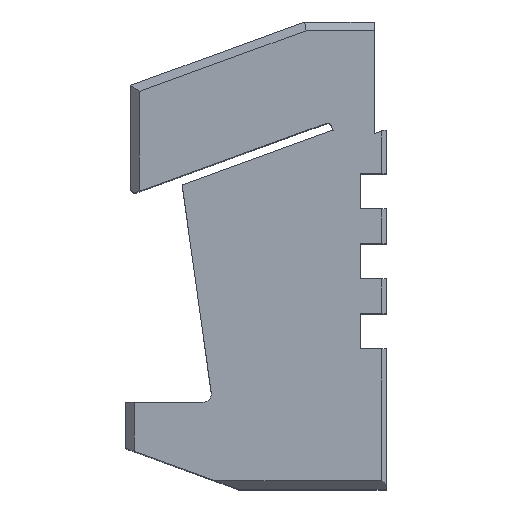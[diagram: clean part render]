
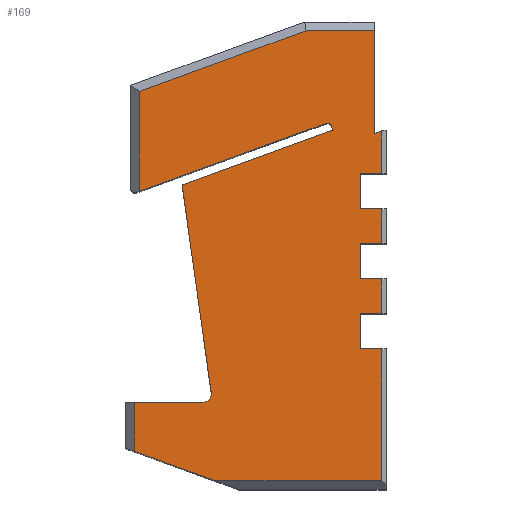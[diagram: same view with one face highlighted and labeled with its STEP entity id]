
A CAD part, top view. The second image highlights one B-rep face of the part: STEP entity #169.
In plain terms, the highlighted planar face has unit normal (0, 0, 1).
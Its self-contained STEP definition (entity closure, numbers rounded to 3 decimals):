
#46=CIRCLE('',#7583,0.5);
#47=CIRCLE('',#7584,1.);
#169=ADVANCED_FACE('',(#875),#525,.F.);
#525=PLANE('',#7585);
#875=FACE_OUTER_BOUND('',#1231,.T.);
#1231=EDGE_LOOP('',(#2533,#2534,#2535,#2536,#2537,#2538,#2539,#2540,#2541,
#2542,#2543,#2544,#2545,#2546,#2547,#2548,#2549,#2550,#2551,#2552,#2553,
#2554,#2555,#2556,#2557,#2558,#2559,#2560,#2561));
#2533=ORIENTED_EDGE('',*,*,#4383,.F.);
#2534=ORIENTED_EDGE('',*,*,#5162,.F.);
#2535=ORIENTED_EDGE('',*,*,#5163,.T.);
#2536=ORIENTED_EDGE('',*,*,#5164,.T.);
#2537=ORIENTED_EDGE('',*,*,#5165,.T.);
#2538=ORIENTED_EDGE('',*,*,#5166,.F.);
#2539=ORIENTED_EDGE('',*,*,#5167,.T.);
#2540=ORIENTED_EDGE('',*,*,#5168,.F.);
#2541=ORIENTED_EDGE('',*,*,#5147,.T.);
#2542=ORIENTED_EDGE('',*,*,#5142,.F.);
#2543=ORIENTED_EDGE('',*,*,#5138,.F.);
#2544=ORIENTED_EDGE('',*,*,#5169,.T.);
#2545=ORIENTED_EDGE('',*,*,#5134,.F.);
#2546=ORIENTED_EDGE('',*,*,#5170,.T.);
#2547=ORIENTED_EDGE('',*,*,#5156,.F.);
#2548=ORIENTED_EDGE('',*,*,#5171,.T.);
#2549=ORIENTED_EDGE('',*,*,#5172,.T.);
#2550=ORIENTED_EDGE('',*,*,#4612,.T.);
#2551=ORIENTED_EDGE('',*,*,#5173,.T.);
#2552=ORIENTED_EDGE('',*,*,#4608,.F.);
#2553=ORIENTED_EDGE('',*,*,#5174,.T.);
#2554=ORIENTED_EDGE('',*,*,#4542,.T.);
#2555=ORIENTED_EDGE('',*,*,#5175,.T.);
#2556=ORIENTED_EDGE('',*,*,#4538,.F.);
#2557=ORIENTED_EDGE('',*,*,#5176,.T.);
#2558=ORIENTED_EDGE('',*,*,#4472,.T.);
#2559=ORIENTED_EDGE('',*,*,#5177,.T.);
#2560=ORIENTED_EDGE('',*,*,#4468,.F.);
#2561=ORIENTED_EDGE('',*,*,#5178,.T.);
#3677=VERTEX_POINT('',#9789);
#3678=VERTEX_POINT('',#9791);
#3759=VERTEX_POINT('',#9958);
#3760=VERTEX_POINT('',#9960);
#3762=VERTEX_POINT('',#9966);
#3763=VERTEX_POINT('',#9968);
#3827=VERTEX_POINT('',#10098);
#3828=VERTEX_POINT('',#10100);
#3830=VERTEX_POINT('',#10106);
#3831=VERTEX_POINT('',#10108);
#3895=VERTEX_POINT('',#10238);
#3896=VERTEX_POINT('',#10240);
#3898=VERTEX_POINT('',#10246);
#3899=VERTEX_POINT('',#10248);
#4248=VERTEX_POINT('',#11217);
#4249=VERTEX_POINT('',#11219);
#4250=VERTEX_POINT('',#11224);
#4251=VERTEX_POINT('',#11226);
#4254=VERTEX_POINT('',#11234);
#4257=VERTEX_POINT('',#11243);
#4261=VERTEX_POINT('',#11258);
#4262=VERTEX_POINT('',#11260);
#4265=VERTEX_POINT('',#11271);
#4266=VERTEX_POINT('',#11273);
#4267=VERTEX_POINT('',#11275);
#4268=VERTEX_POINT('',#11277);
#4269=VERTEX_POINT('',#11279);
#4270=VERTEX_POINT('',#11281);
#4271=VERTEX_POINT('',#11286);
#4383=EDGE_CURVE('',#3677,#3678,#5445,.T.);
#4468=EDGE_CURVE('',#3759,#3760,#5530,.T.);
#4472=EDGE_CURVE('',#3763,#3762,#5534,.T.);
#4538=EDGE_CURVE('',#3827,#3828,#5600,.T.);
#4542=EDGE_CURVE('',#3831,#3830,#5604,.T.);
#4608=EDGE_CURVE('',#3895,#3896,#5670,.T.);
#4612=EDGE_CURVE('',#3899,#3898,#5674,.T.);
#5134=EDGE_CURVE('',#4248,#4249,#6194,.T.);
#5138=EDGE_CURVE('',#4250,#4251,#6198,.T.);
#5142=EDGE_CURVE('',#4251,#4254,#6202,.T.);
#5147=EDGE_CURVE('',#4257,#4254,#6207,.T.);
#5156=EDGE_CURVE('',#4261,#4262,#6215,.T.);
#5162=EDGE_CURVE('',#4265,#3677,#6221,.T.);
#5163=EDGE_CURVE('',#4265,#4266,#6222,.T.);
#5164=EDGE_CURVE('',#4266,#4267,#6223,.T.);
#5165=EDGE_CURVE('',#4267,#4268,#6224,.T.);
#5166=EDGE_CURVE('',#4269,#4268,#6225,.T.);
#5167=EDGE_CURVE('',#4269,#4270,#46,.T.);
#5168=EDGE_CURVE('',#4257,#4270,#6226,.T.);
#5169=EDGE_CURVE('',#4250,#4249,#47,.T.);
#5170=EDGE_CURVE('',#4248,#4262,#6227,.T.);
#5171=EDGE_CURVE('',#4261,#4271,#6228,.T.);
#5172=EDGE_CURVE('',#4271,#3899,#6229,.T.);
#5173=EDGE_CURVE('',#3898,#3896,#6230,.T.);
#5174=EDGE_CURVE('',#3895,#3831,#6231,.T.);
#5175=EDGE_CURVE('',#3830,#3828,#6232,.T.);
#5176=EDGE_CURVE('',#3827,#3763,#6233,.T.);
#5177=EDGE_CURVE('',#3762,#3760,#6234,.T.);
#5178=EDGE_CURVE('',#3759,#3678,#6235,.T.);
#5445=LINE('',#9790,#6495);
#5530=LINE('',#9959,#6580);
#5534=LINE('',#9967,#6584);
#5600=LINE('',#10099,#6650);
#5604=LINE('',#10107,#6654);
#5670=LINE('',#10239,#6720);
#5674=LINE('',#10247,#6724);
#6194=LINE('',#11218,#7244);
#6198=LINE('',#11225,#7248);
#6202=LINE('',#11233,#7252);
#6207=LINE('',#11242,#7257);
#6215=LINE('',#11259,#7265);
#6221=LINE('',#11270,#7271);
#6222=LINE('',#11272,#7272);
#6223=LINE('',#11274,#7273);
#6224=LINE('',#11276,#7274);
#6225=LINE('',#11278,#7275);
#6226=LINE('',#11282,#7276);
#6227=LINE('',#11284,#7277);
#6228=LINE('',#11285,#7278);
#6229=LINE('',#11287,#7279);
#6230=LINE('',#11288,#7280);
#6231=LINE('',#11289,#7281);
#6232=LINE('',#11290,#7282);
#6233=LINE('',#11291,#7283);
#6234=LINE('',#11292,#7284);
#6235=LINE('',#11293,#7285);
#6495=VECTOR('',#7922,1.);
#6580=VECTOR('',#8011,1.);
#6584=VECTOR('',#8017,1.);
#6650=VECTOR('',#8085,1.);
#6654=VECTOR('',#8091,1.);
#6720=VECTOR('',#8159,1.);
#6724=VECTOR('',#8165,1.);
#7244=VECTOR('',#8887,1.);
#7248=VECTOR('',#8893,1.);
#7252=VECTOR('',#8899,1.);
#7257=VECTOR('',#8906,1.);
#7265=VECTOR('',#8922,1.);
#7271=VECTOR('',#8932,1.);
#7272=VECTOR('',#8933,1.);
#7273=VECTOR('',#8934,1.);
#7274=VECTOR('',#8935,1.);
#7275=VECTOR('',#8936,1.);
#7276=VECTOR('',#8939,1.);
#7277=VECTOR('',#8942,1.);
#7278=VECTOR('',#8943,1.);
#7279=VECTOR('',#8944,1.);
#7280=VECTOR('',#8945,1.);
#7281=VECTOR('',#8946,1.);
#7282=VECTOR('',#8947,1.);
#7283=VECTOR('',#8948,1.);
#7284=VECTOR('',#8949,1.);
#7285=VECTOR('',#8950,1.);
#7583=AXIS2_PLACEMENT_3D('',#11280,#8937,#8938);
#7584=AXIS2_PLACEMENT_3D('',#11283,#8940,#8941);
#7585=AXIS2_PLACEMENT_3D('',#11294,#8951,#8952);
#7922=DIRECTION('',(0.94,0.342,0.));
#8011=DIRECTION('',(-1.,0.,0.));
#8017=DIRECTION('',(-1.,0.,0.));
#8085=DIRECTION('',(-1.,0.,0.));
#8091=DIRECTION('',(-1.,0.,0.));
#8159=DIRECTION('',(-1.,0.,0.));
#8165=DIRECTION('',(-1.,0.,0.));
#8887=DIRECTION('',(1.,0.,0.));
#8893=DIRECTION('',(-0.139,0.99,0.));
#8899=DIRECTION('',(0.94,0.342,0.));
#8906=DIRECTION('',(-1.,0.,0.));
#8922=DIRECTION('',(-0.94,0.342,0.));
#8932=DIRECTION('',(0.,-1.,0.));
#8933=DIRECTION('',(-1.,0.,0.));
#8934=DIRECTION('',(-0.94,-0.342,0.));
#8935=DIRECTION('',(0.,-1.,0.));
#8936=DIRECTION('',(-0.94,-0.342,0.));
#8937=DIRECTION('',(0.,0.,-1.));
#8938=DIRECTION('',(0.342,-0.94,0.));
#8939=DIRECTION('',(-0.342,0.94,0.));
#8940=DIRECTION('',(0.,0.,-1.));
#8941=DIRECTION('',(0.,1.,0.));
#8942=DIRECTION('',(0.,-1.,0.));
#8943=DIRECTION('',(1.,0.,0.));
#8944=DIRECTION('',(0.,1.,0.));
#8945=DIRECTION('',(0.,1.,0.));
#8946=DIRECTION('',(0.,1.,0.));
#8947=DIRECTION('',(0.,1.,0.));
#8948=DIRECTION('',(0.,1.,0.));
#8949=DIRECTION('',(0.,1.,0.));
#8950=DIRECTION('',(0.,1.,0.));
#8951=DIRECTION('',(0.,0.,-1.));
#8952=DIRECTION('',(0.,-1.,0.));
#9789=CARTESIAN_POINT('',(-1.235,40.891,25.5));
#9790=CARTESIAN_POINT('',(-5.275,39.421,25.5));
#9791=CARTESIAN_POINT('',(-0.375,41.204,25.5));
#9958=CARTESIAN_POINT('',(-0.375,36.3,25.5));
#9959=CARTESIAN_POINT('',(0.175,36.3,25.5));
#9960=CARTESIAN_POINT('',(-2.825,36.3,25.5));
#9966=CARTESIAN_POINT('',(-2.825,32.25,25.5));
#9967=CARTESIAN_POINT('',(0.175,32.25,25.5));
#9968=CARTESIAN_POINT('',(-0.375,32.25,25.5));
#10098=CARTESIAN_POINT('',(-0.375,28.25,25.5));
#10099=CARTESIAN_POINT('',(0.175,28.25,25.5));
#10100=CARTESIAN_POINT('',(-2.825,28.25,25.5));
#10106=CARTESIAN_POINT('',(-2.825,24.2,25.5));
#10107=CARTESIAN_POINT('',(0.175,24.2,25.5));
#10108=CARTESIAN_POINT('',(-0.375,24.2,25.5));
#10238=CARTESIAN_POINT('',(-0.375,20.2,25.5));
#10239=CARTESIAN_POINT('',(0.175,20.2,25.5));
#10240=CARTESIAN_POINT('',(-2.825,20.2,25.5));
#10246=CARTESIAN_POINT('',(-2.825,16.15,25.5));
#10247=CARTESIAN_POINT('',(0.175,16.15,25.5));
#10248=CARTESIAN_POINT('',(-0.375,16.15,25.5));
#11217=CARTESIAN_POINT('',(-28.825,10.,25.5));
#11218=CARTESIAN_POINT('',(-29.825,10.,25.5));
#11219=CARTESIAN_POINT('',(-20.962,10.,25.5));
#11224=CARTESIAN_POINT('',(-19.972,11.139,25.5));
#11225=CARTESIAN_POINT('',(-19.811,10.,25.5));
#11226=CARTESIAN_POINT('',(-23.325,35.,25.5));
#11233=CARTESIAN_POINT('',(-23.325,35.,25.5));
#11234=CARTESIAN_POINT('',(-6.016,41.3,25.5));
#11242=CARTESIAN_POINT('',(-5.959,41.3,25.5));
#11243=CARTESIAN_POINT('',(-5.959,41.3,25.5));
#11258=CARTESIAN_POINT('',(-19.572,1.,25.5));
#11259=CARTESIAN_POINT('',(-16.825,0.,25.5));
#11260=CARTESIAN_POINT('',(-28.825,4.368,25.5));
#11270=CARTESIAN_POINT('',(-1.235,53.729,25.5));
#11271=CARTESIAN_POINT('',(-1.235,52.729,25.5));
#11272=CARTESIAN_POINT('',(-9.235,52.729,25.5));
#11273=CARTESIAN_POINT('',(-9.058,52.729,25.5));
#11274=CARTESIAN_POINT('',(-28.888,45.512,25.5));
#11275=CARTESIAN_POINT('',(-28.23,45.751,25.5));
#11276=CARTESIAN_POINT('',(-28.23,34.608,25.5));
#11277=CARTESIAN_POINT('',(-28.23,34.258,25.5));
#11278=CARTESIAN_POINT('',(-6.301,42.24,25.5));
#11279=CARTESIAN_POINT('',(-6.771,42.069,25.5));
#11280=CARTESIAN_POINT('',(-6.6,41.599,25.5));
#11281=CARTESIAN_POINT('',(-6.13,41.77,25.5));
#11282=CARTESIAN_POINT('',(-5.275,39.421,25.5));
#11283=CARTESIAN_POINT('',(-20.962,11.,25.5));
#11284=CARTESIAN_POINT('',(-28.825,10.,25.5));
#11285=CARTESIAN_POINT('',(0.175,1.,25.5));
#11286=CARTESIAN_POINT('',(-0.375,1.,25.5));
#11287=CARTESIAN_POINT('',(-0.375,-24.,25.5));
#11288=CARTESIAN_POINT('',(-2.825,16.15,25.5));
#11289=CARTESIAN_POINT('',(-0.375,-24.,25.5));
#11290=CARTESIAN_POINT('',(-2.825,24.2,25.5));
#11291=CARTESIAN_POINT('',(-0.375,-24.,25.5));
#11292=CARTESIAN_POINT('',(-2.825,32.25,25.5));
#11293=CARTESIAN_POINT('',(-0.375,-24.,25.5));
#11294=CARTESIAN_POINT('',(0.175,10.,25.5));
